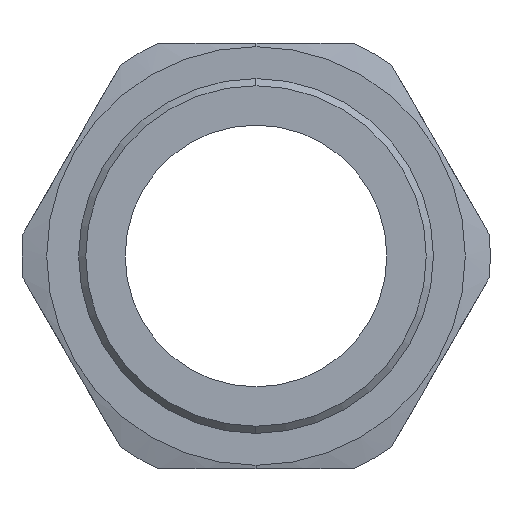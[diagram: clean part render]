
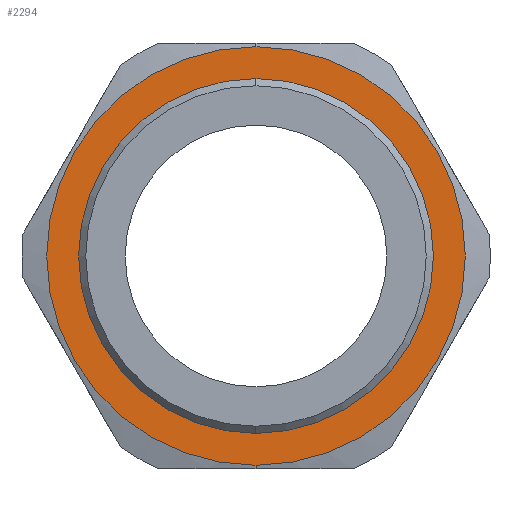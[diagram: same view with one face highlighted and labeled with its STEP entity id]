
A CAD part, left-side view. The second image highlights one B-rep face of the part: STEP entity #2294.
In plain terms, the highlighted planar face has unit normal (-1, 0, 0).
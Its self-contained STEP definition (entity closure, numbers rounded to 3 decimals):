
#303 = CARTESIAN_POINT ( 'NONE',  ( 15., 0., 25. ) ) ;
#348 = CARTESIAN_POINT ( 'NONE',  ( 15., 0., -29.5 ) ) ;
#445 = CIRCLE ( 'NONE', #480, 29.5 ) ;
#480 = AXIS2_PLACEMENT_3D ( 'NONE', #1774, #1464, #2527 ) ;
#547 = ORIENTED_EDGE ( 'NONE', *, *, #3339, .T. ) ;
#635 = DIRECTION ( 'NONE',  ( 1., 0., 0. ) ) ;
#844 = CARTESIAN_POINT ( 'NONE',  ( 15., 0., -25. ) ) ;
#845 = AXIS2_PLACEMENT_3D ( 'NONE', #975, #2019, #1269 ) ;
#951 = DIRECTION ( 'NONE',  ( 0., 0., 1. ) ) ;
#961 = CARTESIAN_POINT ( 'NONE',  ( 15., 0., 0. ) ) ;
#975 = CARTESIAN_POINT ( 'NONE',  ( 15., 0., 0. ) ) ;
#1002 = FACE_OUTER_BOUND ( 'NONE', #2160, .T. ) ;
#1138 = DIRECTION ( 'NONE',  ( 0., 0., -1. ) ) ;
#1205 = VERTEX_POINT ( 'NONE', #844 ) ;
#1266 = CIRCLE ( 'NONE', #845, 29.5 ) ;
#1269 = DIRECTION ( 'NONE',  ( 0., 0., 1. ) ) ;
#1464 = DIRECTION ( 'NONE',  ( -1., 0., 0. ) ) ;
#1516 = EDGE_CURVE ( 'NONE', #2448, #2700, #1266, .T. ) ;
#1616 = EDGE_CURVE ( 'NONE', #1813, #1205, #1793, .T. ) ;
#1774 = CARTESIAN_POINT ( 'NONE',  ( 15., 0., 0. ) ) ;
#1793 = CIRCLE ( 'NONE', #2446, 25. ) ;
#1813 = VERTEX_POINT ( 'NONE', #303 ) ;
#1873 = PLANE ( 'NONE',  #2257 ) ;
#2019 = DIRECTION ( 'NONE',  ( -1., 0., 0. ) ) ;
#2020 = ORIENTED_EDGE ( 'NONE', *, *, #1516, .T. ) ;
#2117 = ORIENTED_EDGE ( 'NONE', *, *, #1616, .F. ) ;
#2160 = EDGE_LOOP ( 'NONE', ( #547, #2020 ) ) ;
#2257 = AXIS2_PLACEMENT_3D ( 'NONE', #2772, #635, #1138 ) ;
#2294 = ADVANCED_FACE ( 'NONE', ( #2568, #1002 ), #1873, .F. ) ;
#2376 = CIRCLE ( 'NONE', #3129, 25. ) ;
#2446 = AXIS2_PLACEMENT_3D ( 'NONE', #2811, #3077, #3345 ) ;
#2448 = VERTEX_POINT ( 'NONE', #3310 ) ;
#2527 = DIRECTION ( 'NONE',  ( 0., 0., 1. ) ) ;
#2568 = FACE_BOUND ( 'NONE', #2828, .T. ) ;
#2700 = VERTEX_POINT ( 'NONE', #348 ) ;
#2772 = CARTESIAN_POINT ( 'NONE',  ( 15., 25., 0. ) ) ;
#2811 = CARTESIAN_POINT ( 'NONE',  ( 15., 0., 0. ) ) ;
#2828 = EDGE_LOOP ( 'NONE', ( #3229, #2117 ) ) ;
#3044 = DIRECTION ( 'NONE',  ( -1., 0., 0. ) ) ;
#3077 = DIRECTION ( 'NONE',  ( -1., 0., 0. ) ) ;
#3129 = AXIS2_PLACEMENT_3D ( 'NONE', #961, #3044, #951 ) ;
#3220 = EDGE_CURVE ( 'NONE', #1205, #1813, #2376, .T. ) ;
#3229 = ORIENTED_EDGE ( 'NONE', *, *, #3220, .F. ) ;
#3310 = CARTESIAN_POINT ( 'NONE',  ( 15., 0., 29.5 ) ) ;
#3339 = EDGE_CURVE ( 'NONE', #2700, #2448, #445, .T. ) ;
#3345 = DIRECTION ( 'NONE',  ( 0., 0., 1. ) ) ;
